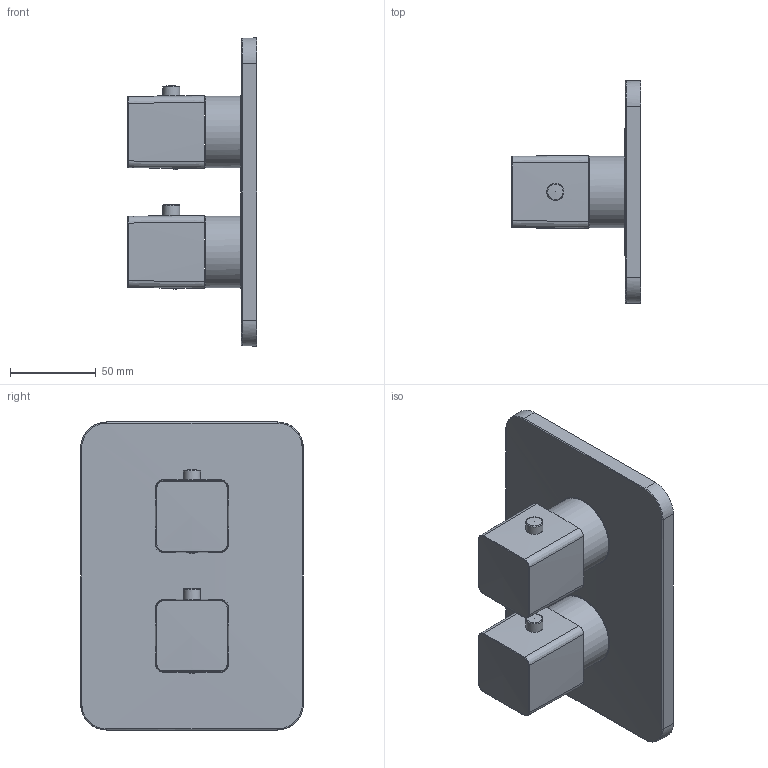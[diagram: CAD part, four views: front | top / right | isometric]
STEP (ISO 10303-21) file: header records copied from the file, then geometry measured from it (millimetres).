
FILE_DESCRIPTION(/* description */ ('Unknown'),/* implementation_level */ '2;1');
FILE_NAME(/* name */ 'GL009EXT-00',/* time_stamp */ '2021-04-12T16:44:09+02:00',/* author */ ('Unknown'),/* organization */ ('Unknown'),/* preprocessor_version */ 'ST-DEVELOPER v16.7',/* originating_system */ 'DEX',/* authorisation */ $);
FILE_SCHEMA (('AUTOMOTIVE_DESIGN {1 0 10303 214 3 1 1}'));
Length unit declared in the file: millimetre
Products named in the file (2): GL009EXT-00; E176812_02100SC_SEMPL_oa_0
Assembly tree (1 placements, depth 2):
  GL009EXT-00
    E176812_02100SC_SEMPL_oa_0
Bounding box: 75.5 x 130 x 180 mm (x, y, z)
Volume: 263126.5 mm3; surface area: 123300.4 mm2
Topology: 9 solids, 9 shells, 1867 faces, 4787 edges, 3033 vertices
Faces by surface type: bspline 721, plane 515, cylinder 358, torus 142, cone 119, sphere 12
Full cylindrical faces by diameter (mm): 4.2 x11, 6 x1, 7.5 x4, 9.95 x2, 38 x1, 38.3 x6, 41.8 x4, 42.8 x4, 46.8 x2
Entity records: 84320 total; most frequent: CARTESIAN_POINT 44823, ORIENTED_EDGE 9164, DIRECTION 6542, EDGE_CURVE 4582, VERTEX_POINT 2944, AXIS2_PLACEMENT_3D 2472, EDGE_LOOP 2066, FACE_BOUND 2066
